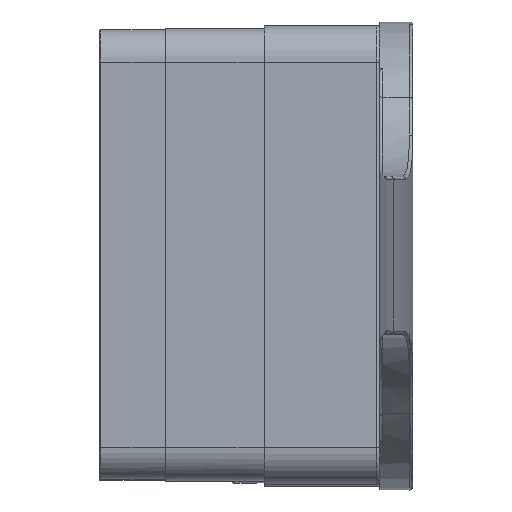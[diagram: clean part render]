
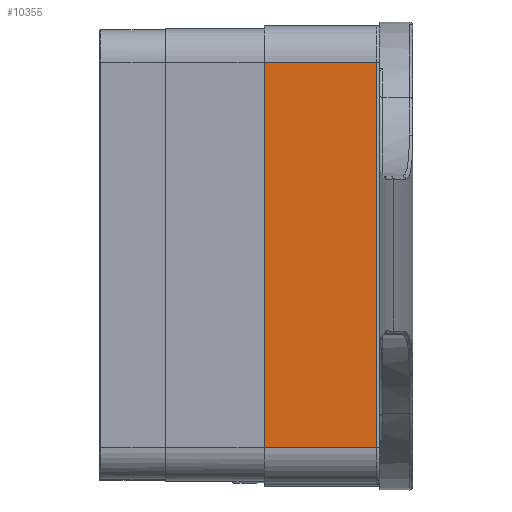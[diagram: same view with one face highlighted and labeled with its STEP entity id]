
A CAD part, top view. The second image highlights one B-rep face of the part: STEP entity #10355.
In plain terms, the highlighted planar face has unit normal (0, 0, 1).
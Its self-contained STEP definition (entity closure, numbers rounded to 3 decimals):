
#4885 = PLANE ( 'NONE',  #7913 ) ;
#4932 = ORIENTED_EDGE ( 'NONE', *, *, #16818, .T. ) ;
#5620 = EDGE_CURVE ( 'NONE', #17674, #21494, #32757, .T. ) ;
#6290 = EDGE_CURVE ( 'NONE', #25899, #17674, #11253, .T. ) ;
#7913 = AXIS2_PLACEMENT_3D ( 'NONE', #27597, #12335, #14999 ) ;
#8591 = CARTESIAN_POINT ( 'NONE',  ( 3.75, -29.2, 0. ) ) ;
#9754 = LINE ( 'NONE', #26622, #10924 ) ;
#10131 = VECTOR ( 'NONE', #32339, 1000. ) ;
#10355 = ADVANCED_FACE ( 'NONE', ( #27045 ), #4885, .T. ) ;
#10924 = VECTOR ( 'NONE', #29649, 1000. ) ;
#11253 = LINE ( 'NONE', #11434, #16028 ) ;
#11434 = CARTESIAN_POINT ( 'NONE',  ( 20.75, 29.504, 0. ) ) ;
#12335 = DIRECTION ( 'NONE',  ( 0., 0., 1. ) ) ;
#13374 = ORIENTED_EDGE ( 'NONE', *, *, #5620, .F. ) ;
#14079 = CARTESIAN_POINT ( 'NONE',  ( -21.25, 29.2, 0. ) ) ;
#14372 = CARTESIAN_POINT ( 'NONE',  ( 3.75, 29.2, 0. ) ) ;
#14999 = DIRECTION ( 'NONE',  ( 1., 0., 0. ) ) ;
#16028 = VECTOR ( 'NONE', #26891, 1000. ) ;
#16818 = EDGE_CURVE ( 'NONE', #30613, #21494, #9754, .T. ) ;
#17243 = VECTOR ( 'NONE', #22184, 1000. ) ;
#17674 = VERTEX_POINT ( 'NONE', #24299 ) ;
#18301 = CARTESIAN_POINT ( 'NONE',  ( 20.75, 29.2, 0. ) ) ;
#18828 = LINE ( 'NONE', #14079, #10131 ) ;
#19524 = CARTESIAN_POINT ( 'NONE',  ( -21.25, -29.2, 0. ) ) ;
#20814 = EDGE_LOOP ( 'NONE', ( #13374, #30038, #26700, #4932 ) ) ;
#21494 = VERTEX_POINT ( 'NONE', #8591 ) ;
#22184 = DIRECTION ( 'NONE',  ( -1., 0., 0. ) ) ;
#24299 = CARTESIAN_POINT ( 'NONE',  ( 20.75, -29.2, 0. ) ) ;
#25899 = VERTEX_POINT ( 'NONE', #18301 ) ;
#26622 = CARTESIAN_POINT ( 'NONE',  ( 3.75, 29.2, 0. ) ) ;
#26700 = ORIENTED_EDGE ( 'NONE', *, *, #30178, .T. ) ;
#26891 = DIRECTION ( 'NONE',  ( 0., -1., 0. ) ) ;
#27045 = FACE_OUTER_BOUND ( 'NONE', #20814, .T. ) ;
#27597 = CARTESIAN_POINT ( 'NONE',  ( -21.25, 29.2, 0. ) ) ;
#29649 = DIRECTION ( 'NONE',  ( 0., -1., 0. ) ) ;
#30038 = ORIENTED_EDGE ( 'NONE', *, *, #6290, .F. ) ;
#30178 = EDGE_CURVE ( 'NONE', #25899, #30613, #18828, .T. ) ;
#30613 = VERTEX_POINT ( 'NONE', #14372 ) ;
#32339 = DIRECTION ( 'NONE',  ( -1., 0., 0. ) ) ;
#32757 = LINE ( 'NONE', #19524, #17243 ) ;
